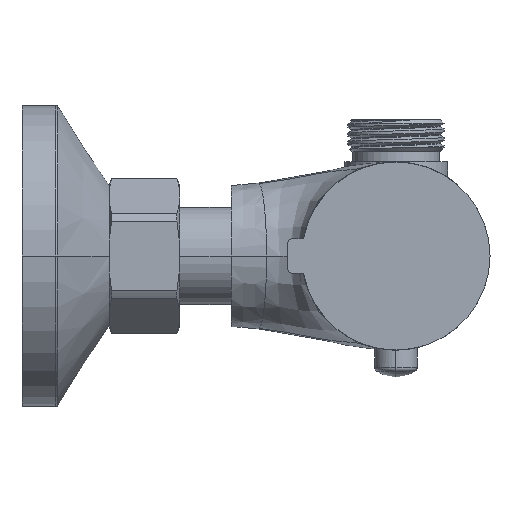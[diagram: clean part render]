
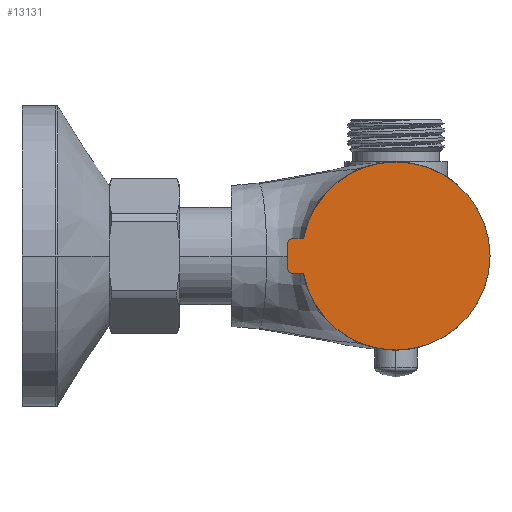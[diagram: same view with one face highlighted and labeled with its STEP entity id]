
A CAD part, front view. The second image highlights one B-rep face of the part: STEP entity #13131.
In plain terms, the highlighted planar face has unit normal (0, -1, 0).
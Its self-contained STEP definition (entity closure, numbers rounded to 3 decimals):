
#12715=CARTESIAN_POINT('',(0.,-143.75,0.));
#12716=DIRECTION('',(0.,1.,0.));
#12717=DIRECTION('',(-0.983,0.,0.183));
#12718=AXIS2_PLACEMENT_3D('',#12715,#12716,#12717);
#12797=DIRECTION('',(1.,0.,0.));
#12798=VECTOR('',#12797,2.336);
#12799=CARTESIAN_POINT('',(-22.,-143.75,-3.65));
#12800=LINE('',#12799,#12798);
#12801=CARTESIAN_POINT('',(-22.,-143.75,-2.65));
#12802=DIRECTION('',(0.,-1.,0.));
#12803=DIRECTION('',(-1.,0.,0.));
#12804=AXIS2_PLACEMENT_3D('',#12801,#12802,#12803);
#12806=DIRECTION('',(0.,0.,-1.));
#12807=VECTOR('',#12806,5.3);
#12808=CARTESIAN_POINT('',(-23.,-143.75,2.65));
#12809=LINE('',#12808,#12807);
#12810=CARTESIAN_POINT('',(-22.,-143.75,2.65));
#12811=DIRECTION('',(0.,-1.,0.));
#12812=DIRECTION('',(0.,0.,1.));
#12813=AXIS2_PLACEMENT_3D('',#12810,#12811,#12812);
#12815=DIRECTION('',(-1.,0.,0.));
#12816=VECTOR('',#12815,2.336);
#12817=CARTESIAN_POINT('',(-19.664,-143.75,3.65));
#12818=LINE('',#12817,#12816);
#13019=CARTESIAN_POINT('',(-23.,-143.75,-2.65));
#13020=CARTESIAN_POINT('',(-22.,-143.75,-3.65));
#13021=VERTEX_POINT('',#13019);
#13022=VERTEX_POINT('',#13020);
#13023=CARTESIAN_POINT('',(-22.,-143.75,3.65));
#13024=CARTESIAN_POINT('',(-23.,-143.75,2.65));
#13025=VERTEX_POINT('',#13023);
#13026=VERTEX_POINT('',#13024);
#13043=CARTESIAN_POINT('',(-19.664,-143.75,3.65));
#13045=VERTEX_POINT('',#13043);
#13050=CARTESIAN_POINT('',(-19.664,-143.75,-3.65));
#13052=VERTEX_POINT('',#13050);
#13113=CARTESIAN_POINT('',(0.,-143.75,0.));
#13114=DIRECTION('',(0.,1.,0.));
#13115=DIRECTION('',(-1.,0.,0.));
#13116=AXIS2_PLACEMENT_3D('',#13113,#13114,#13115);
#13117=PLANE('',#13116);
#13118=ORIENTED_EDGE('',*,*,#13074,.T.);
#13120=ORIENTED_EDGE('',*,*,#13119,.F.);
#13122=ORIENTED_EDGE('',*,*,#13121,.F.);
#13124=ORIENTED_EDGE('',*,*,#13123,.F.);
#13126=ORIENTED_EDGE('',*,*,#13125,.F.);
#13128=ORIENTED_EDGE('',*,*,#13127,.F.);
#13129=EDGE_LOOP('',(#13118,#13120,#13122,#13124,#13126,#13128));
#13130=FACE_OUTER_BOUND('',#13129,.F.);
#12719=CIRCLE('',#12718,20.);
#12805=CIRCLE('',#12804,1.);
#12814=CIRCLE('',#12813,1.);
#13074=EDGE_CURVE('',#13045,#13052,#12719,.T.);
#13119=EDGE_CURVE('',#13022,#13052,#12800,.T.);
#13121=EDGE_CURVE('',#13021,#13022,#12805,.T.);
#13123=EDGE_CURVE('',#13026,#13021,#12809,.T.);
#13125=EDGE_CURVE('',#13025,#13026,#12814,.T.);
#13127=EDGE_CURVE('',#13045,#13025,#12818,.T.);
#13131=ADVANCED_FACE('',(#13130),#13117,.F.);
